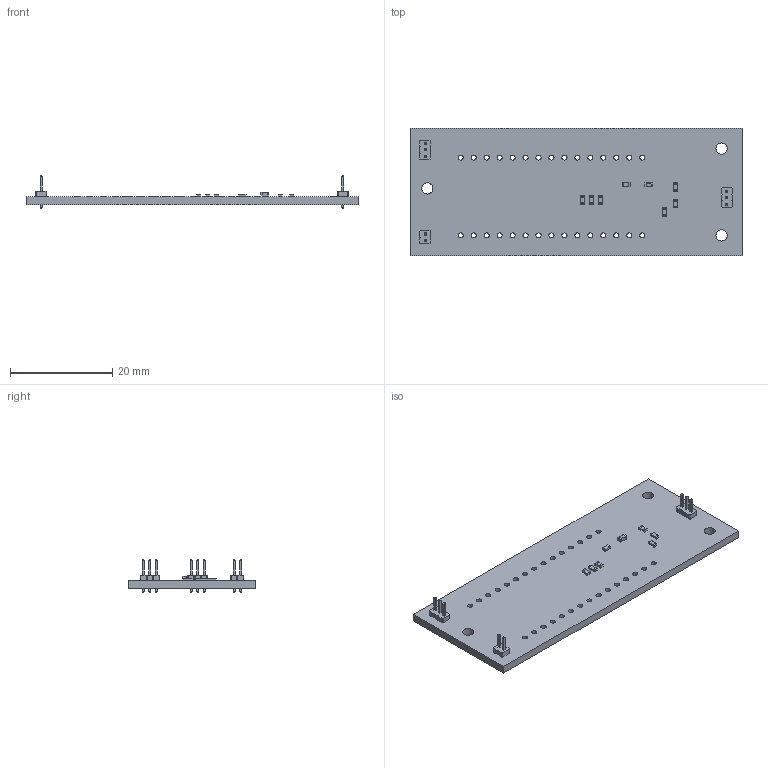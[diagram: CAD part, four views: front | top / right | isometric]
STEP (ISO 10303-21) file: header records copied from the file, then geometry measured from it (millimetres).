
FILE_DESCRIPTION(('KiCad electronic assembly'),'2;1');
FILE_NAME('Boite.step','2023-03-09T00:59:23',('Pcbnew'),('Kicad'), 'Open CASCADE STEP processor 7.5','KiCad to STEP converter','Unknown' );
FILE_SCHEMA(('AUTOMOTIVE_DESIGN { 1 0 10303 214 1 1 1 1 }'));
Length unit declared in the file: millimetre
Products named in the file (10): Boite 1; PinHeader_1x03_P1.27mm_Vertical; SOLID; R_0603_1608Metric; C_0603_1608Metric; PinHeader_1x02_P1.27mm_Vertical; PCB
Assembly tree (16 placements, depth 3):
  Boite 1
    PinHeader_1x03_P1.27mm_Vertical  x2
      SOLID
    R_0603_1608Metric  x7
      SOLID
    C_0603_1608Metric
      SOLID
    PinHeader_1x02_P1.27mm_Vertical
      SOLID
    PCB
Bounding box: 65 x 25 x 6.3 mm (x, y, z)
Volume: 2540.5 mm3; surface area: 3847.2 mm2
Topology: 12 solids, 12 shells, 461 faces, 1165 edges, 746 vertices
Faces by surface type: plane 352, cylinder 109
Full cylindrical faces by diameter (mm): 0.65 x8, 1 x30, 2.2 x3
Entity records: 16275 total; most frequent: CARTESIAN_POINT 2959, DIRECTION 2243, LINE 1487, VECTOR 1487, ORIENTED_EDGE 1154, PCURVE 1154, DEFINITIONAL_REPRESENTATION 1154, EDGE_CURVE 577
